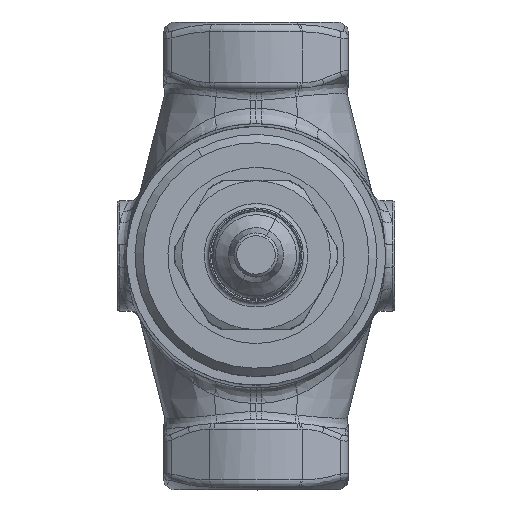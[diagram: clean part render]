
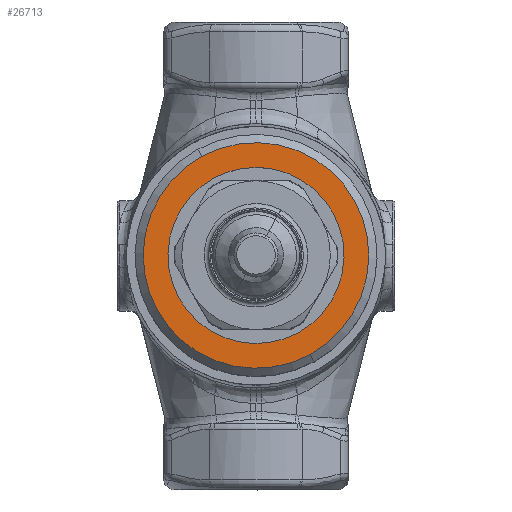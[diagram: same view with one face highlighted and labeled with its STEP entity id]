
A CAD part, top view. The second image highlights one B-rep face of the part: STEP entity #26713.
In plain terms, the highlighted planar face has unit normal (0, 0, 1).
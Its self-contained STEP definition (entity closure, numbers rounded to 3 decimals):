
#24089=CARTESIAN_POINT('Vertex',(-9.828,17.99,57.5)) ;
#24096=CARTESIAN_POINT('Vertex',(9.828,-17.99,57.5)) ;
#24099=CARTESIAN_POINT('Axis2P3D Location',(0.,0.,57.5)) ;
#24116=CARTESIAN_POINT('Axis2P3D Location',(0.,0.,57.5)) ;
#26686=CARTESIAN_POINT('Axis2P3D Location',(0.,16.,57.5)) ;
#26695=CARTESIAN_POINT('Axis2P3D Location',(0.,0.,57.5)) ;
#26699=CARTESIAN_POINT('Vertex',(-7.671,14.041,57.5)) ;
#26701=CARTESIAN_POINT('Vertex',(7.671,-14.041,57.5)) ;
#26704=CARTESIAN_POINT('Axis2P3D Location',(0.,0.,57.5)) ;
#24100=DIRECTION('Axis2P3D Direction',(0.,0.,1.)) ;
#24117=DIRECTION('Axis2P3D Direction',(0.,0.,1.)) ;
#26687=DIRECTION('Axis2P3D Direction',(0.,0.,1.)) ;
#26688=DIRECTION('Axis2P3D XDirection',(1.,0.,0.)) ;
#26696=DIRECTION('Axis2P3D Direction',(0.,0.,1.)) ;
#26705=DIRECTION('Axis2P3D Direction',(0.,0.,1.)) ;
#24101=AXIS2_PLACEMENT_3D('Circle Axis2P3D',#24099,#24100,$) ;
#24118=AXIS2_PLACEMENT_3D('Circle Axis2P3D',#24116,#24117,$) ;
#26689=AXIS2_PLACEMENT_3D('Plane Axis2P3D',#26686,#26687,#26688) ;
#26697=AXIS2_PLACEMENT_3D('Circle Axis2P3D',#26695,#26696,$) ;
#26706=AXIS2_PLACEMENT_3D('Circle Axis2P3D',#26704,#26705,$) ;
#26692=ORIENTED_EDGE('',*,*,#24120,.T.) ;
#26693=ORIENTED_EDGE('',*,*,#24103,.T.) ;
#26710=ORIENTED_EDGE('',*,*,#26703,.F.) ;
#26711=ORIENTED_EDGE('',*,*,#26708,.F.) ;
#26712=FACE_BOUND('',#26709,.T.) ;
#26713=ADVANCED_FACE('Body.2',(#26694,#26712),#26690,.T.) ;
#24102=CIRCLE('generated circle',#24101,20.5) ;
#24119=CIRCLE('generated circle',#24118,20.5) ;
#26698=CIRCLE('generated circle',#26697,16.) ;
#26707=CIRCLE('generated circle',#26706,16.) ;
#24103=EDGE_CURVE('',#24090,#24097,#24102,.T.) ;
#24120=EDGE_CURVE('',#24097,#24090,#24119,.T.) ;
#26703=EDGE_CURVE('',#26700,#26702,#26698,.T.) ;
#26708=EDGE_CURVE('',#26702,#26700,#26707,.T.) ;
#26691=EDGE_LOOP('',(#26692,#26693)) ;
#26709=EDGE_LOOP('',(#26710,#26711)) ;
#26694=FACE_OUTER_BOUND('',#26691,.T.) ;
#26690=PLANE('',#26689) ;
#24090=VERTEX_POINT('',#24089) ;
#24097=VERTEX_POINT('',#24096) ;
#26700=VERTEX_POINT('',#26699) ;
#26702=VERTEX_POINT('',#26701) ;
